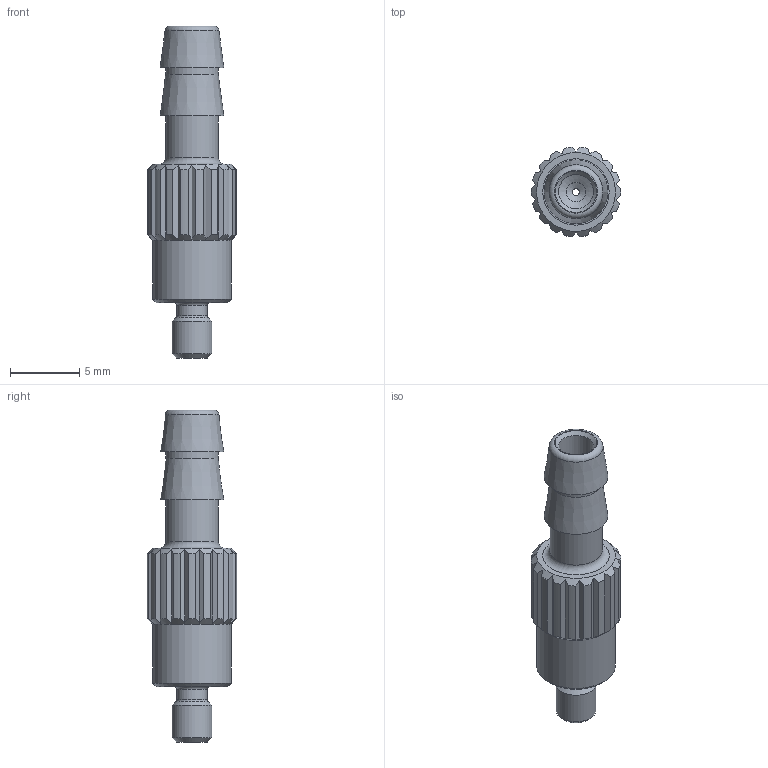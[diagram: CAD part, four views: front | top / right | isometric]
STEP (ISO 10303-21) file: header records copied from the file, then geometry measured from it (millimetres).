
FILE_DESCRIPTION(/* description */ (''),/* implementation_level */ '2;1');
FILE_NAME(/* name */ 'M-9768-2231-01-D_FORTIS AIR INLET FITTING.stp',/* time_stamp */ '2022-03-02T15:47:32+00:00',/* author */ (''),/* organization */ (''),/* preprocessor_version */ 'ST-DEVELOPER v16.7',/* originating_system */ 'SIEMENS PLM Software NX 1946',/* authorisation */ '');
FILE_SCHEMA (('AUTOMOTIVE_DESIGN { 1 0 10303 214 3 1 1 1 }'));
Length unit declared in the file: millimetre
Products named in the file (1): rc13570855BC4jsr
Bounding box: 6.5 x 6.47 x 24 mm (x, y, z)
Volume: 368.8 mm3; surface area: 566.7 mm2
Topology: 1 solids, 1 shells, 84 faces, 226 edges, 148 vertices
Faces by surface type: plane 42, cylinder 27, cone 11, torus 4
Full cylindrical faces by diameter (mm): 0.5 x1, 1.15 x1, 1.4 x1, 2.2 x1, 2.5 x1, 2.874 x1, 3.8 x2, 5.7 x1
Entity records: 2520 total; most frequent: CARTESIAN_POINT 629, ORIENTED_EDGE 382, DIRECTION 354, EDGE_CURVE 191, AXIS2_PLACEMENT_3D 150, VERTEX_POINT 137, EDGE_LOOP 114, ADVANCED_FACE 84
